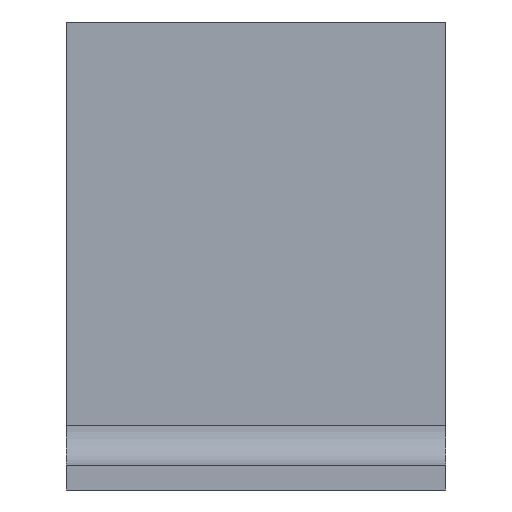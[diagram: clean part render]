
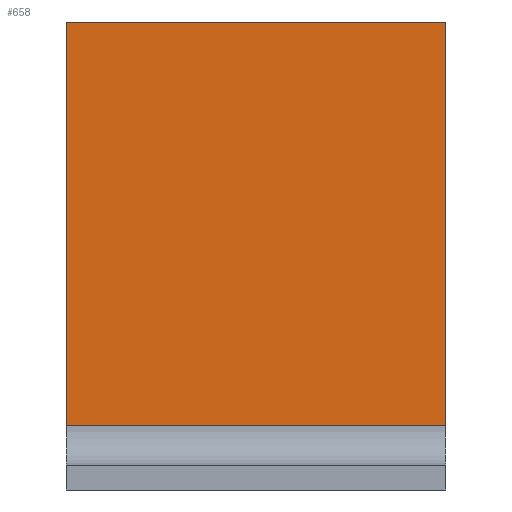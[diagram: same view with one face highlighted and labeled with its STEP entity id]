
A CAD part, left-side view. The second image highlights one B-rep face of the part: STEP entity #658.
In plain terms, the highlighted planar face has unit normal (-1, 0, 0).
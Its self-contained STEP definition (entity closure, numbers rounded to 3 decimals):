
#109=FACE_OUTER_BOUND('',#160,.T.);
#160=EDGE_LOOP('',(#595,#596,#597,#598));
#181=LINE('',#944,#242);
#199=LINE('',#1017,#260);
#205=LINE('',#1028,#266);
#222=LINE('',#1065,#283);
#242=VECTOR('',#761,10.);
#260=VECTOR('',#835,10.);
#266=VECTOR('',#845,10.);
#283=VECTOR('',#878,10.);
#298=VERTEX_POINT('',#937);
#301=VERTEX_POINT('',#942);
#328=VERTEX_POINT('',#1016);
#331=VERTEX_POINT('',#1026);
#363=EDGE_CURVE('',#301,#298,#181,.T.);
#399=EDGE_CURVE('',#298,#328,#199,.T.);
#405=EDGE_CURVE('',#301,#331,#205,.T.);
#424=EDGE_CURVE('',#328,#331,#222,.T.);
#595=ORIENTED_EDGE('',*,*,#363,.F.);
#596=ORIENTED_EDGE('',*,*,#405,.T.);
#597=ORIENTED_EDGE('',*,*,#424,.F.);
#598=ORIENTED_EDGE('',*,*,#399,.F.);
#626=PLANE('',#730);
#658=ADVANCED_FACE('',(#109),#626,.T.);
#730=AXIS2_PLACEMENT_3D('',#1087,#907,#908);
#761=DIRECTION('',(0.,1.,0.));
#835=DIRECTION('',(0.,0.,1.));
#845=DIRECTION('',(0.,0.,1.));
#878=DIRECTION('',(0.,-1.,0.));
#907=DIRECTION('center_axis',(-1.,0.,0.));
#908=DIRECTION('ref_axis',(0.,-1.,0.));
#937=CARTESIAN_POINT('',(-10.,20.264,8.));
#942=CARTESIAN_POINT('',(-10.,-26.736,8.));
#944=CARTESIAN_POINT('',(-10.,8.514,8.));
#1016=CARTESIAN_POINT('',(-10.,20.264,58.));
#1017=CARTESIAN_POINT('',(-10.,20.264,0.));
#1026=CARTESIAN_POINT('',(-10.,-26.736,58.));
#1028=CARTESIAN_POINT('',(-10.,-26.736,0.));
#1065=CARTESIAN_POINT('',(-10.,20.264,58.));
#1087=CARTESIAN_POINT('Origin',(-10.,20.264,0.));
